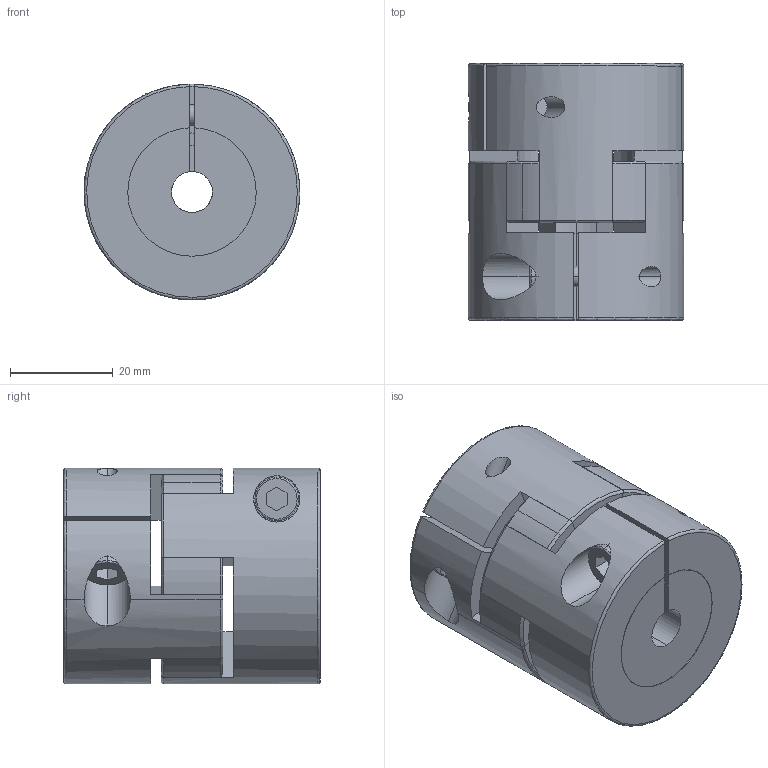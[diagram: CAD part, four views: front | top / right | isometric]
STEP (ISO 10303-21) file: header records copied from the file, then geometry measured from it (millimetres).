
FILE_DESCRIPTION (( 'STEP AP214' ), '1' );
FILE_NAME ('3D_EKL_020.STEP', '2002-01-18T20:27:26', ( 'Bernd Klawitter' ), ( 'BK-Design' ), 'SwSTEP 2.0', 'SolidWorks 2001340', '' );
FILE_SCHEMA (( 'AUTOMOTIVE_DESIGN' ));
Length unit declared in the file: millimetre
Products named in the file (4): 3D_EKL_020; 3D_EKL_020_Stern; 3D_EKL_020_Nabe1; 3D_EKL_020_Nabe2
Assembly tree (3 placements, depth 2):
  3D_EKL_020
    3D_EKL_020_Nabe1
    3D_EKL_020_Nabe2
    3D_EKL_020_Stern
Bounding box: 42 x 50 x 42 mm (x, y, z)
Volume: 58640.5 mm3; surface area: 20148.3 mm2
Topology: 3 solids, 3 shells, 143 faces, 381 edges, 251 vertices
Faces by surface type: plane 62, cylinder 51, cone 14, bspline 9, torus 7
Entity records: 5087 total; most frequent: CARTESIAN_POINT 1338, DIRECTION 786, ORIENTED_EDGE 762, EDGE_CURVE 381, AXIS2_PLACEMENT_3D 288, VERTEX_POINT 251, LINE 210, VECTOR 210
